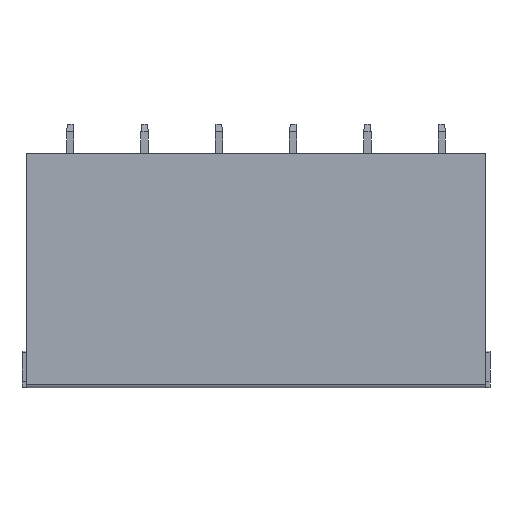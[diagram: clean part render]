
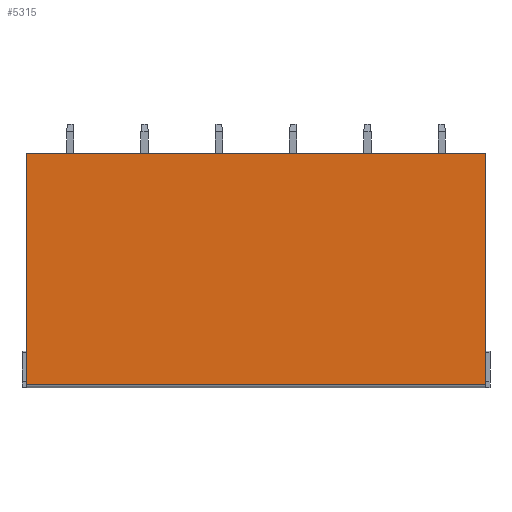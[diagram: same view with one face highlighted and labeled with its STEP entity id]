
A CAD part, left-side view. The second image highlights one B-rep face of the part: STEP entity #5315.
In plain terms, the highlighted planar face has unit normal (-1, 0, 0).
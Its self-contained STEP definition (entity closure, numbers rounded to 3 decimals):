
#94=DIRECTION('',(0.,0.,1.));
#95=VECTOR('',#94,31.6);
#96=CARTESIAN_POINT('',(-6.7,0.,-15.6));
#97=LINE('',#96,#95);
#574=DIRECTION('',(0.,0.,1.));
#575=VECTOR('',#574,31.6);
#576=CARTESIAN_POINT('',(-6.7,-62.8,-15.6));
#577=LINE('',#576,#575);
#739=DIRECTION('',(0.,-1.,0.));
#740=VECTOR('',#739,62.8);
#741=CARTESIAN_POINT('',(-6.7,0.,-15.6));
#742=LINE('',#741,#740);
#743=DIRECTION('',(0.,-1.,0.));
#744=VECTOR('',#743,62.8);
#745=CARTESIAN_POINT('',(-6.7,0.,16.));
#746=LINE('',#745,#744);
#3721=CARTESIAN_POINT('',(-6.7,0.,16.));
#3723=VERTEX_POINT('',#3721);
#3730=CARTESIAN_POINT('',(-6.7,0.,-15.6));
#3732=VERTEX_POINT('',#3730);
#3733=CARTESIAN_POINT('',(-6.7,-62.8,16.));
#3735=VERTEX_POINT('',#3733);
#3742=CARTESIAN_POINT('',(-6.7,-62.8,-15.6));
#3744=VERTEX_POINT('',#3742);
#5303=CARTESIAN_POINT('',(-6.7,0.,-15.6));
#5304=DIRECTION('',(-1.,0.,0.));
#5305=DIRECTION('',(0.,0.,1.));
#5306=AXIS2_PLACEMENT_3D('',#5303,#5304,#5305);
#5307=PLANE('',#5306);
#5308=ORIENTED_EDGE('',*,*,#4818,.T.);
#5310=ORIENTED_EDGE('',*,*,#5309,.T.);
#5311=ORIENTED_EDGE('',*,*,#5085,.F.);
#5312=ORIENTED_EDGE('',*,*,#5296,.F.);
#5313=EDGE_LOOP('',(#5308,#5310,#5311,#5312));
#5314=FACE_OUTER_BOUND('',#5313,.F.);
#4818=EDGE_CURVE('',#3732,#3723,#97,.T.);
#5085=EDGE_CURVE('',#3744,#3735,#577,.T.);
#5296=EDGE_CURVE('',#3732,#3744,#742,.T.);
#5309=EDGE_CURVE('',#3723,#3735,#746,.T.);
#5315=ADVANCED_FACE('',(#5314),#5307,.T.);
